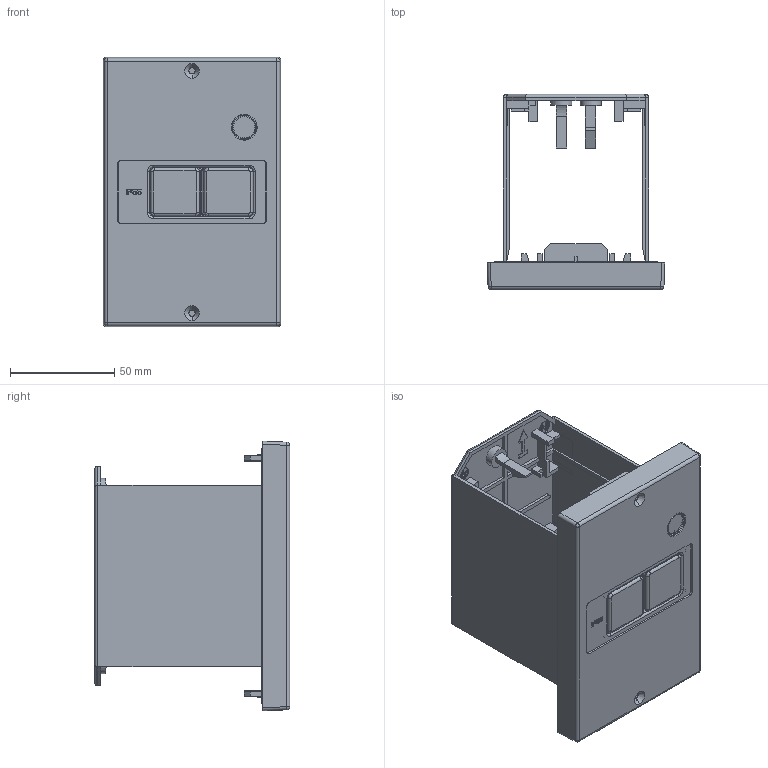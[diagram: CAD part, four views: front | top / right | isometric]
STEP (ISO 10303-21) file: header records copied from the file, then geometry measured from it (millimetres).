
FILE_DESCRIPTION((''),'2;1');
FILE_NAME('CP55_ASM','2025-07-08T14:10:29',('pkristl'),('Audax d.o.o.'),'CREO PARAMETRIC BY PTC INC, 2020281','CREO PARAMETRIC BY PTC INC, 2020281','');
FILE_SCHEMA(('AP242_MANAGED_MODEL_BASED_3D_ENGINEERING_MIM_LF { 1 0 10303 442 1 1 4 }'));
Length unit declared in the file: millimetre
Products named in the file (5): 37422373; 37422369-W-IP55; 37422159; 37422158; CP55_ASM
Assembly tree (4 placements, depth 2):
  CP55_ASM
    37422373
    37422369-W-IP55
    37422159
    37422158
Bounding box: 85 x 93.6 x 129 mm (x, y, z)
Volume: 95137.3 mm3; surface area: 110352.8 mm2
Topology: 4 solids, 4 shells, 1308 faces, 3838 edges, 2677 vertices
Faces by surface type: plane 948, cylinder 228, cone 70, bspline 44, extrusion 12, sphere 6
Entity records: 53124 total; most frequent: CARTESIAN_POINT 14854, DIRECTION 7057, ORIENTED_EDGE 6950, EDGE_CURVE 3475, VECTOR 3161, LINE 3149, VERTEX_POINT 2255, AXIS2_PLACEMENT_3D 1948
